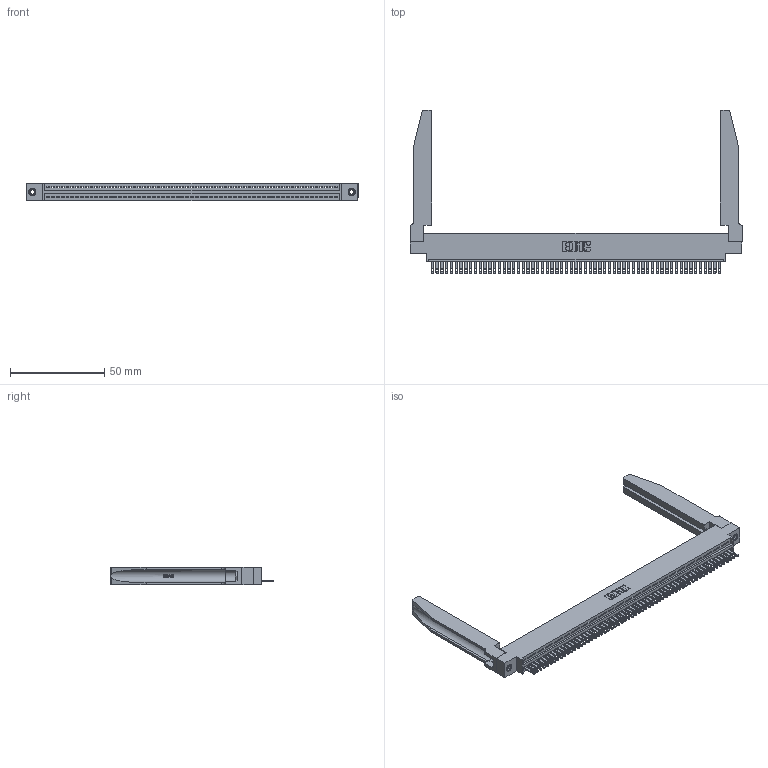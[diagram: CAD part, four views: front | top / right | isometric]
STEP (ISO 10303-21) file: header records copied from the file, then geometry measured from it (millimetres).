
FILE_DESCRIPTION (( 'STEP AP203' ), '1' );
FILE_NAME ('345-061-500-678.STEP', '2019-10-11T00:43:54', ( '' ), ( '' ), 'SwSTEP 2.0', 'SolidWorks 2016', '' );
FILE_SCHEMA (( 'CONFIG_CONTROL_DESIGN' ));
Length unit declared in the file: inch
Products named in the file (5): 345-061-500-678; 345-250-001_345-250-001-102; 345-292-001_345-293-100; 345-220-078_345-220-078; 345 Part_0.170 Offset - 0.156 Dia-TH
Assembly tree (66 placements, depth 2):
  345-061-500-678
    345 Part_0.170 Offset - 0.156 Dia-TH
    345-292-001_345-293-100  x61
    345-250-001_345-250-001-102  x2
    345-220-078_345-220-078  x2
Bounding box: 176.17 x 86.79 x 9.4 mm (x, y, z)
Volume: 24583.7 mm3; surface area: 29710.6 mm2
Topology: 66 solids, 66 shells, 3658 faces, 11209 edges, 7462 vertices
Faces by surface type: plane 2300, cylinder 1306, bspline 36, cone 12, torus 4
Entity records: 48154 total; most frequent: CARTESIAN_POINT 9238, ORIENTED_EDGE 8130, DIRECTION 7049, EDGE_CURVE 4065, VECTOR 3591, LINE 3591, VERTEX_POINT 2704, AXIS2_PLACEMENT_3D 1729
